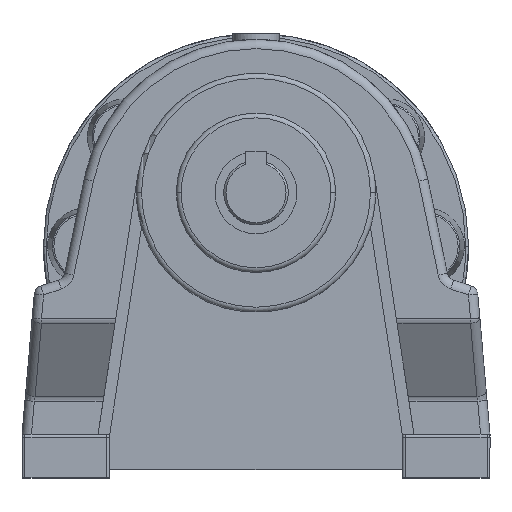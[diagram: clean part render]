
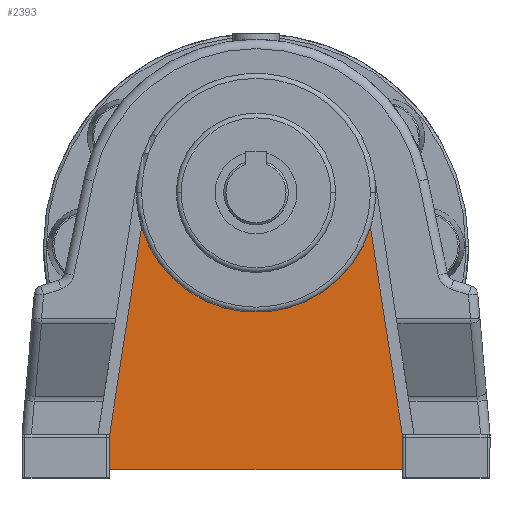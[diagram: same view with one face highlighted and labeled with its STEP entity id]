
A CAD part, top view. The second image highlights one B-rep face of the part: STEP entity #2393.
In plain terms, the highlighted planar face has unit normal (0, 0, 1).
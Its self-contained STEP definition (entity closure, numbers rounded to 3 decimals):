
#148 = LINE ( 'NONE', #5395, #6826 ) ;
#252 = CIRCLE ( 'NONE', #3377, 40.875 ) ;
#298 = DIRECTION ( 'NONE',  ( -0.152, -0.988, 0. ) ) ;
#519 = VERTEX_POINT ( 'NONE', #5328 ) ;
#528 = VECTOR ( 'NONE', #7196, 1000. ) ;
#529 = PLANE ( 'NONE',  #5292 ) ;
#653 = EDGE_CURVE ( 'NONE', #1175, #519, #2818, .T. ) ;
#823 = DIRECTION ( 'NONE',  ( 0., 1., 0. ) ) ;
#899 = EDGE_CURVE ( 'NONE', #6588, #2907, #252, .T. ) ;
#1175 = VERTEX_POINT ( 'NONE', #3212 ) ;
#1229 = ORIENTED_EDGE ( 'NONE', *, *, #1511, .T. ) ;
#1404 = LINE ( 'NONE', #3177, #4621 ) ;
#1462 = DIRECTION ( 'NONE',  ( 1., 0., 0. ) ) ;
#1511 = EDGE_CURVE ( 'NONE', #3753, #1175, #148, .T. ) ;
#1756 = EDGE_LOOP ( 'NONE', ( #1229, #3880, #1827, #5494, #4286, #3040 ) ) ;
#1827 = ORIENTED_EDGE ( 'NONE', *, *, #3127, .T. ) ;
#1953 = DIRECTION ( 'NONE',  ( 0., -1., 0. ) ) ;
#2128 = LINE ( 'NONE', #6161, #6393 ) ;
#2320 = EDGE_CURVE ( 'NONE', #2983, #6588, #1404, .T. ) ;
#2393 = ADVANCED_FACE ( 'NONE', ( #6620 ), #529, .T. ) ;
#2401 = VECTOR ( 'NONE', #823, 1000. ) ;
#2560 = CARTESIAN_POINT ( 'NONE',  ( -50., -94.5, -9.009 ) ) ;
#2818 = LINE ( 'NONE', #2560, #528 ) ;
#2907 = VERTEX_POINT ( 'NONE', #6362 ) ;
#2983 = VERTEX_POINT ( 'NONE', #6911 ) ;
#3040 = ORIENTED_EDGE ( 'NONE', *, *, #4585, .T. ) ;
#3127 = EDGE_CURVE ( 'NONE', #519, #2983, #6966, .T. ) ;
#3177 = CARTESIAN_POINT ( 'NONE',  ( 50., -82.5, -9.009 ) ) ;
#3212 = CARTESIAN_POINT ( 'NONE',  ( -50., -94.5, -9.009 ) ) ;
#3377 = AXIS2_PLACEMENT_3D ( 'NONE', #4461, #6772, #1462 ) ;
#3753 = VERTEX_POINT ( 'NONE', #6212 ) ;
#3880 = ORIENTED_EDGE ( 'NONE', *, *, #653, .T. ) ;
#4286 = ORIENTED_EDGE ( 'NONE', *, *, #899, .T. ) ;
#4461 = CARTESIAN_POINT ( 'NONE',  ( 0., 0., -9.009 ) ) ;
#4585 = EDGE_CURVE ( 'NONE', #2907, #3753, #2128, .T. ) ;
#4594 = CARTESIAN_POINT ( 'NONE',  ( 0., 0., -9.009 ) ) ;
#4621 = VECTOR ( 'NONE', #6791, 1000. ) ;
#5292 = AXIS2_PLACEMENT_3D ( 'NONE', #4594, #7571, #5823 ) ;
#5328 = CARTESIAN_POINT ( 'NONE',  ( 50., -94.5, -9.009 ) ) ;
#5395 = CARTESIAN_POINT ( 'NONE',  ( -50., -82.5, -9.009 ) ) ;
#5460 = CARTESIAN_POINT ( 'NONE',  ( 50., -94.5, -9.009 ) ) ;
#5494 = ORIENTED_EDGE ( 'NONE', *, *, #2320, .T. ) ;
#5823 = DIRECTION ( 'NONE',  ( 1., 0., 0. ) ) ;
#6161 = CARTESIAN_POINT ( 'NONE',  ( -39.152, -11.741, -9.009 ) ) ;
#6212 = CARTESIAN_POINT ( 'NONE',  ( -50., -82.5, -9.009 ) ) ;
#6269 = CARTESIAN_POINT ( 'NONE',  ( 39.152, -11.741, -9.009 ) ) ;
#6362 = CARTESIAN_POINT ( 'NONE',  ( -39.152, -11.741, -9.009 ) ) ;
#6393 = VECTOR ( 'NONE', #298, 1000. ) ;
#6588 = VERTEX_POINT ( 'NONE', #6269 ) ;
#6620 = FACE_OUTER_BOUND ( 'NONE', #1756, .T. ) ;
#6772 = DIRECTION ( 'NONE',  ( 0., 0., -1. ) ) ;
#6791 = DIRECTION ( 'NONE',  ( -0.152, 0.988, 0. ) ) ;
#6826 = VECTOR ( 'NONE', #1953, 1000. ) ;
#6911 = CARTESIAN_POINT ( 'NONE',  ( 50., -82.5, -9.009 ) ) ;
#6966 = LINE ( 'NONE', #5460, #2401 ) ;
#7196 = DIRECTION ( 'NONE',  ( 1., 0., 0. ) ) ;
#7571 = DIRECTION ( 'NONE',  ( 0., 0., 1. ) ) ;
